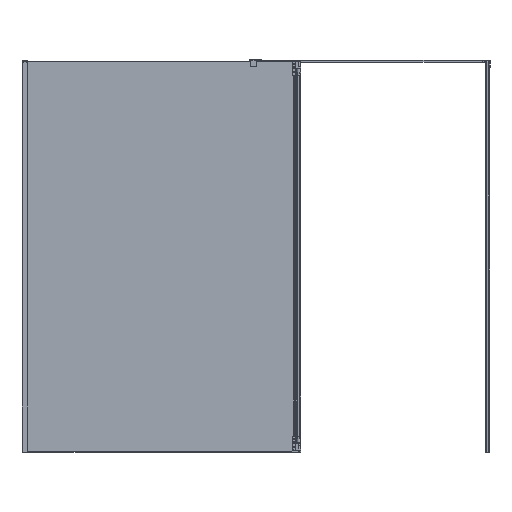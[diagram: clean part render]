
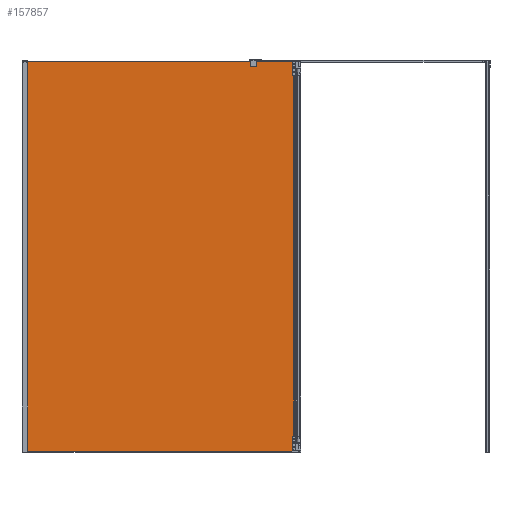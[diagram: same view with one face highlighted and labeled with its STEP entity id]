
A CAD part, top view. The second image highlights one B-rep face of the part: STEP entity #157857.
In plain terms, the highlighted planar face has unit normal (0, 0, 1).
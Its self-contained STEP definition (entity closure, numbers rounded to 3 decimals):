
#8124 = AXIS2_PLACEMENT_3D ( 'NONE', #138314, #138329, #138367 ) ;
#14301 = EDGE_LOOP ( 'NONE', ( #121434, #56357, #121335, #121355 ) ) ;
#23218 = VERTEX_POINT ( 'NONE', #39770 ) ;
#23222 = VERTEX_POINT ( 'NONE', #39699 ) ;
#23240 = VERTEX_POINT ( 'NONE', #39825 ) ;
#23241 = VERTEX_POINT ( 'NONE', #39722 ) ;
#39699 = CARTESIAN_POINT ( 'NONE',  ( 1394., 1996., 10. ) ) ;
#39722 = CARTESIAN_POINT ( 'NONE',  ( 1., 1., 10. ) ) ;
#39770 = CARTESIAN_POINT ( 'NONE',  ( 1394., 1., 10. ) ) ;
#39825 = CARTESIAN_POINT ( 'NONE',  ( 1., 1996., 10. ) ) ;
#56357 = ORIENTED_EDGE ( 'NONE', *, *, #58166, .T. ) ;
#58086 = EDGE_CURVE ( 'NONE', #23218, #23222, #125392, .T. ) ;
#58116 = EDGE_CURVE ( 'NONE', #23241, #23218, #125286, .T. ) ;
#58136 = EDGE_CURVE ( 'NONE', #23240, #23241, #125410, .T. ) ;
#58166 = EDGE_CURVE ( 'NONE', #23222, #23240, #125484, .T. ) ;
#63826 = FACE_OUTER_BOUND ( 'NONE', #14301, .T. ) ;
#67625 = DIRECTION ( 'NONE',  ( 0., 1., 0. ) ) ;
#67644 = CARTESIAN_POINT ( 'NONE',  ( 1394., 1997., 10. ) ) ;
#67665 = DIRECTION ( 'NONE',  ( 1., 0., 0. ) ) ;
#67689 = DIRECTION ( 'NONE',  ( 0., -1., 0. ) ) ;
#67691 = CARTESIAN_POINT ( 'NONE',  ( 1., 1997., 10. ) ) ;
#67699 = CARTESIAN_POINT ( 'NONE',  ( 0., 1., 10. ) ) ;
#67706 = DIRECTION ( 'NONE',  ( -1., 0., 0. ) ) ;
#67748 = CARTESIAN_POINT ( 'NONE',  ( 0., 1996., 10. ) ) ;
#121335 = ORIENTED_EDGE ( 'NONE', *, *, #58136, .T. ) ;
#121355 = ORIENTED_EDGE ( 'NONE', *, *, #58116, .T. ) ;
#121434 = ORIENTED_EDGE ( 'NONE', *, *, #58086, .T. ) ;
#125286 = LINE ( 'NONE', #67699, #125288 ) ;
#125288 = VECTOR ( 'NONE', #67665, 1000. ) ;
#125326 = VECTOR ( 'NONE', #67625, 1000. ) ;
#125392 = LINE ( 'NONE', #67644, #125326 ) ;
#125410 = LINE ( 'NONE', #67691, #125492 ) ;
#125484 = LINE ( 'NONE', #67748, #125508 ) ;
#125492 = VECTOR ( 'NONE', #67689, 1000. ) ;
#125508 = VECTOR ( 'NONE', #67706, 1000. ) ;
#138299 = PLANE ( 'NONE',  #8124 ) ;
#138314 = CARTESIAN_POINT ( 'NONE',  ( 0., 1997., 10. ) ) ;
#138329 = DIRECTION ( 'NONE',  ( 0., 0., -1. ) ) ;
#138367 = DIRECTION ( 'NONE',  ( -1., 0., 0. ) ) ;
#157857 = ADVANCED_FACE ( 'NONE', ( #63826 ), #138299, .F. ) ;
